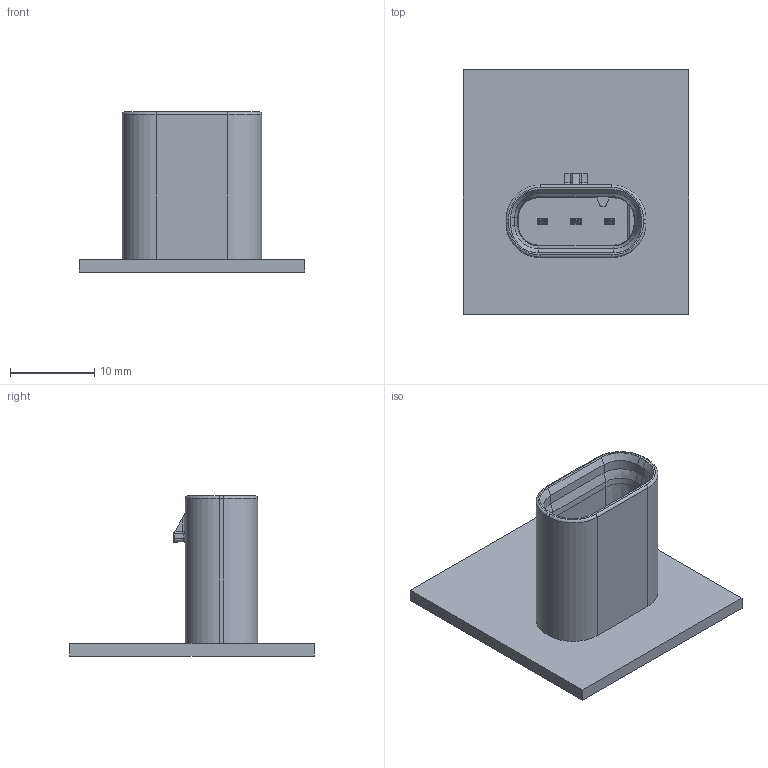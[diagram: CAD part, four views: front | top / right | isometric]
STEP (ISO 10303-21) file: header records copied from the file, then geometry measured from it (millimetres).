
FILE_DESCRIPTION((''),'2;1');
FILE_NAME('KEYD','2015-07-23T',('sramasam'),('FCI - Novi'),'PRO/ENGINEER BY PARAMETRIC TECHNOLOGY CORPORATION, 2009400','PRO/ENGINEER BY PARAMETRIC TECHNOLOGY CORPORATION, 2009400','');
FILE_SCHEMA(('CONFIG_CONTROL_DESIGN'));
Length unit declared in the file: millimetre
Products named in the file (1): KEYD
Bounding box: 26.7 x 29 x 19 mm (x, y, z)
Volume: 2127.9 mm3; surface area: 3169.8 mm2
Topology: 1 solids, 1 shells, 255 faces, 617 edges, 364 vertices
Faces by surface type: plane 104, cylinder 73, bspline 52, torus 16, cone 8, sphere 2
Entity records: 10241 total; most frequent: CARTESIAN_POINT 4646, ORIENTED_EDGE 1234, DIRECTION 1035, EDGE_CURVE 617, VERTEX_POINT 364, AXIS2_PLACEMENT_3D 357, VECTOR 321, LINE 321
